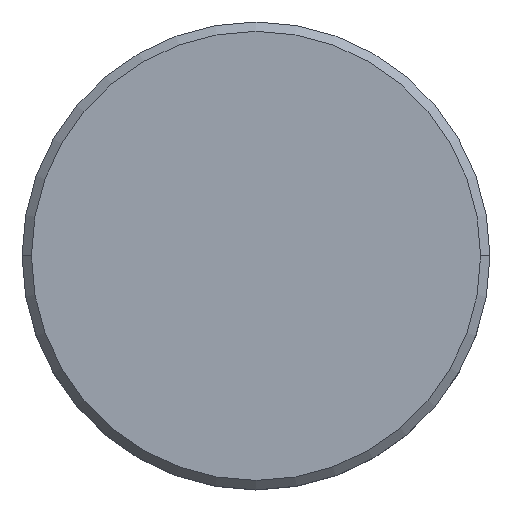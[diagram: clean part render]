
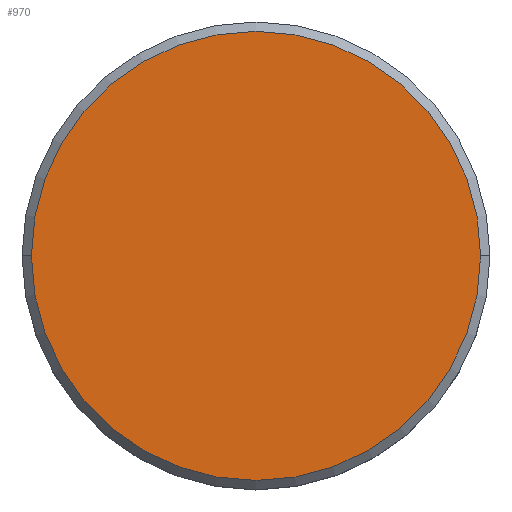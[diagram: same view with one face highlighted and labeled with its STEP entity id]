
A CAD part, top view. The second image highlights one B-rep face of the part: STEP entity #970.
In plain terms, the highlighted planar face has unit normal (0, 0, 1).
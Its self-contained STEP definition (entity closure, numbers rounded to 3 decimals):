
#86 = AXIS2_PLACEMENT_3D ( 'NONE', #537, #250, #875 ) ;
#177 = CARTESIAN_POINT ( 'NONE',  ( 0., 0., 0. ) ) ;
#189 = CARTESIAN_POINT ( 'NONE',  ( 0., 0., 0. ) ) ;
#209 = EDGE_CURVE ( 'NONE', #505, #407, #838, .T. ) ;
#250 = DIRECTION ( 'NONE',  ( 0., 0., 1. ) ) ;
#286 = DIRECTION ( 'NONE',  ( 0., 0., 1. ) ) ;
#407 = VERTEX_POINT ( 'NONE', #492 ) ;
#477 = DIRECTION ( 'NONE',  ( 1., 0., 0. ) ) ;
#492 = CARTESIAN_POINT ( 'NONE',  ( -12., 0., 0. ) ) ;
#505 = VERTEX_POINT ( 'NONE', #968 ) ;
#537 = CARTESIAN_POINT ( 'NONE',  ( 0., 0., 0. ) ) ;
#603 = CIRCLE ( 'NONE', #1156, 12. ) ;
#710 = PLANE ( 'NONE',  #86 ) ;
#752 = ORIENTED_EDGE ( 'NONE', *, *, #1082, .T. ) ;
#771 = ORIENTED_EDGE ( 'NONE', *, *, #209, .T. ) ;
#829 = DIRECTION ( 'NONE',  ( 0., 0., 1. ) ) ;
#838 = CIRCLE ( 'NONE', #953, 12. ) ;
#875 = DIRECTION ( 'NONE',  ( 1., 0., 0. ) ) ;
#892 = EDGE_LOOP ( 'NONE', ( #752, #771 ) ) ;
#902 = FACE_OUTER_BOUND ( 'NONE', #892, .T. ) ;
#953 = AXIS2_PLACEMENT_3D ( 'NONE', #177, #829, #477 ) ;
#968 = CARTESIAN_POINT ( 'NONE',  ( 12., 0., 0. ) ) ;
#970 = ADVANCED_FACE ( 'NONE', ( #902 ), #710, .T. ) ;
#1003 = DIRECTION ( 'NONE',  ( 1., 0., 0. ) ) ;
#1082 = EDGE_CURVE ( 'NONE', #407, #505, #603, .T. ) ;
#1156 = AXIS2_PLACEMENT_3D ( 'NONE', #189, #286, #1003 ) ;
